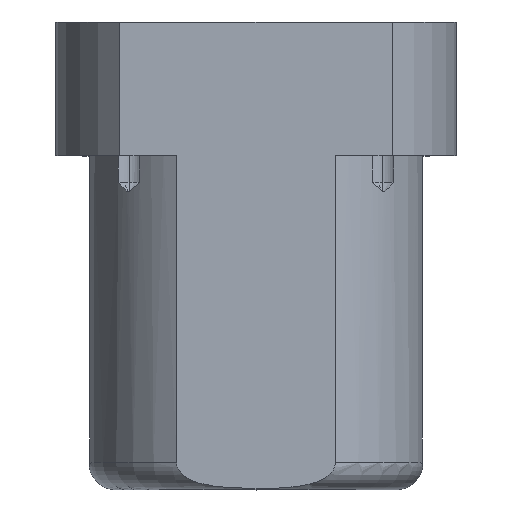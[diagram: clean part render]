
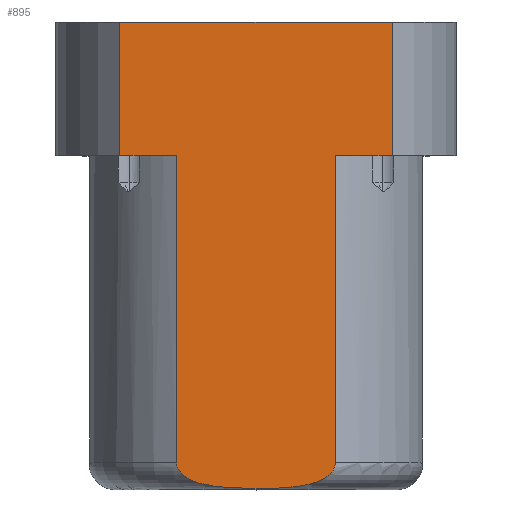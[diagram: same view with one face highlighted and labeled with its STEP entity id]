
A CAD part, top view. The second image highlights one B-rep face of the part: STEP entity #895.
In plain terms, the highlighted planar face has unit normal (0, 0, 1).
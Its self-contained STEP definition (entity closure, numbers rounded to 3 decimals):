
#2 = DIRECTION ( 'NONE',  ( 0., -1., 0. ) ) ;
#10 = VERTEX_POINT ( 'NONE', #683 ) ;
#14 = DIRECTION ( 'NONE',  ( -1., 0., 0. ) ) ;
#33 = CARTESIAN_POINT ( 'NONE',  ( -2.779, -0.827, 11. ) ) ;
#38 = EDGE_CURVE ( 'NONE', #531, #1317, #1364, .T. ) ;
#47 = CARTESIAN_POINT ( 'NONE',  ( -2.225, -0.872, 11. ) ) ;
#71 = CARTESIAN_POINT ( 'NONE',  ( 5.179, -0.123, 11. ) ) ;
#81 = CARTESIAN_POINT ( 'NONE',  ( 2.224, -0.872, 11. ) ) ;
#86 = CARTESIAN_POINT ( 'NONE',  ( 10.198, 0., 11. ) ) ;
#88 = CARTESIAN_POINT ( 'NONE',  ( 3.601, -0.691, 11. ) ) ;
#92 = EDGE_CURVE ( 'NONE', #1113, #1037, #159, .T. ) ;
#117 = B_SPLINE_CURVE_WITH_KNOTS ( 'NONE', 3,
 ( #606, #1268, #1499, #47, #33, #640, #753, #522, #1188, #1328, #126, #1439, #1220, #395, #524, #975, #871, #268 ),
 .UNSPECIFIED., .F., .F.,
 ( 4, 2, 2, 2, 2, 2, 2, 2, 4 ),
 ( 0., 0.002, 0.003, 0.004, 0.005, 0.005, 0.006, 0.006, 0.007 ),
 .UNSPECIFIED. ) ;
#126 = CARTESIAN_POINT ( 'NONE',  ( -5.183, -0.12, 11. ) ) ;
#130 = EDGE_CURVE ( 'NONE', #10, #1222, #712, .T. ) ;
#132 = CARTESIAN_POINT ( 'NONE',  ( -5.937, 1., 11. ) ) ;
#159 = LINE ( 'NONE', #750, #841 ) ;
#174 = CARTESIAN_POINT ( 'NONE',  ( -5.937, 0., 11. ) ) ;
#175 = ORIENTED_EDGE ( 'NONE', *, *, #130, .T. ) ;
#186 = AXIS2_PLACEMENT_3D ( 'NONE', #1330, #994, #767 ) ;
#189 = VERTEX_POINT ( 'NONE', #1072 ) ;
#199 = DIRECTION ( 'NONE',  ( 0., -1., 0. ) ) ;
#211 = CARTESIAN_POINT ( 'NONE',  ( 3.875, -0.634, 11. ) ) ;
#217 = CARTESIAN_POINT ( 'NONE',  ( 5.707, 0.341, 11. ) ) ;
#222 = DIRECTION ( 'NONE',  ( 0., 1., 0. ) ) ;
#235 = CARTESIAN_POINT ( 'NONE',  ( 5.937, 0., 11. ) ) ;
#240 = CARTESIAN_POINT ( 'NONE',  ( -10.198, 0., 11. ) ) ;
#268 = CARTESIAN_POINT ( 'NONE',  ( -5.937, 1., 11. ) ) ;
#271 = B_SPLINE_CURVE_WITH_KNOTS ( 'NONE', 3,
 ( #689, #573, #694, #1161, #217, #915, #821, #71, #803, #466, #1500, #211, #88, #1387, #81, #444, #1495, #579, #1492, #452 ),
 .UNSPECIFIED., .F., .F.,
 ( 4, 2, 2, 2, 2, 2, 2, 2, 2, 4 ),
 ( 0.02, 0.02, 0.021, 0.021, 0.022, 0.023, 0.023, 0.025, 0.026, 0.027 ),
 .UNSPECIFIED. ) ;
#284 = LINE ( 'NONE', #240, #1131 ) ;
#325 = EDGE_CURVE ( 'NONE', #1317, #1271, #271, .T. ) ;
#366 = DIRECTION ( 'NONE',  ( -1., 0., 0. ) ) ;
#371 = CARTESIAN_POINT ( 'NONE',  ( -15.556, 34., 11. ) ) ;
#383 = VECTOR ( 'NONE', #14, 1000. ) ;
#395 = CARTESIAN_POINT ( 'NONE',  ( -5.708, 0.343, 11. ) ) ;
#398 = LINE ( 'NONE', #1153, #502 ) ;
#403 = PLANE ( 'NONE',  #186 ) ;
#444 = CARTESIAN_POINT ( 'NONE',  ( 1.391, -0.913, 11. ) ) ;
#452 = CARTESIAN_POINT ( 'NONE',  ( 0., -0.936, 11. ) ) ;
#466 = CARTESIAN_POINT ( 'NONE',  ( 4.681, -0.385, 11. ) ) ;
#489 = CARTESIAN_POINT ( 'NONE',  ( -10.198, 24., 11. ) ) ;
#502 = VECTOR ( 'NONE', #939, 1000. ) ;
#522 = CARTESIAN_POINT ( 'NONE',  ( -4.42, -0.479, 11. ) ) ;
#524 = CARTESIAN_POINT ( 'NONE',  ( -5.79, 0.461, 11. ) ) ;
#528 = ORIENTED_EDGE ( 'NONE', *, *, #1302, .F. ) ;
#531 = VERTEX_POINT ( 'NONE', #998 ) ;
#573 = CARTESIAN_POINT ( 'NONE',  ( 5.937, 0.858, 11. ) ) ;
#579 = CARTESIAN_POINT ( 'NONE',  ( 0.557, -0.934, 11. ) ) ;
#606 = CARTESIAN_POINT ( 'NONE',  ( 0., -0.936, 11. ) ) ;
#619 = ORIENTED_EDGE ( 'NONE', *, *, #942, .F. ) ;
#633 = LINE ( 'NONE', #86, #1435 ) ;
#640 = CARTESIAN_POINT ( 'NONE',  ( -3.604, -0.691, 11. ) ) ;
#683 = CARTESIAN_POINT ( 'NONE',  ( 10.198, 34., 11. ) ) ;
#684 = VERTEX_POINT ( 'NONE', #132 ) ;
#689 = CARTESIAN_POINT ( 'NONE',  ( 5.937, 1., 11. ) ) ;
#694 = CARTESIAN_POINT ( 'NONE',  ( 5.904, 0.717, 11. ) ) ;
#711 = VECTOR ( 'NONE', #1140, 1000. ) ;
#712 = LINE ( 'NONE', #371, #383 ) ;
#750 = CARTESIAN_POINT ( 'NONE',  ( -15., 24., 11. ) ) ;
#753 = CARTESIAN_POINT ( 'NONE',  ( -3.879, -0.633, 11. ) ) ;
#767 = DIRECTION ( 'NONE',  ( -1., 0., 0. ) ) ;
#781 = CARTESIAN_POINT ( 'NONE',  ( -5.937, 24., 11. ) ) ;
#803 = CARTESIAN_POINT ( 'NONE',  ( 5.056, -0.195, 11. ) ) ;
#818 = ORIENTED_EDGE ( 'NONE', *, *, #92, .F. ) ;
#821 = CARTESIAN_POINT ( 'NONE',  ( 5.409, 0.041, 11. ) ) ;
#841 = VECTOR ( 'NONE', #366, 1000. ) ;
#869 = FACE_OUTER_BOUND ( 'NONE', #1358, .T. ) ;
#871 = CARTESIAN_POINT ( 'NONE',  ( -5.937, 0.86, 11. ) ) ;
#895 = ADVANCED_FACE ( 'NONE', ( #869 ), #403, .F. ) ;
#915 = CARTESIAN_POINT ( 'NONE',  ( 5.516, 0.132, 11. ) ) ;
#933 = EDGE_CURVE ( 'NONE', #684, #1113, #1133, .T. ) ;
#939 = DIRECTION ( 'NONE',  ( -1., 0., 0. ) ) ;
#942 = EDGE_CURVE ( 'NONE', #10, #189, #633, .T. ) ;
#943 = CARTESIAN_POINT ( 'NONE',  ( 5.937, 1., 11. ) ) ;
#966 = EDGE_CURVE ( 'NONE', #189, #531, #398, .T. ) ;
#975 = CARTESIAN_POINT ( 'NONE',  ( -5.905, 0.718, 11. ) ) ;
#994 = DIRECTION ( 'NONE',  ( 0., 0., -1. ) ) ;
#998 = CARTESIAN_POINT ( 'NONE',  ( 5.937, 24., 11. ) ) ;
#1001 = ORIENTED_EDGE ( 'NONE', *, *, #933, .F. ) ;
#1037 = VERTEX_POINT ( 'NONE', #489 ) ;
#1068 = EDGE_CURVE ( 'NONE', #1271, #684, #117, .T. ) ;
#1072 = CARTESIAN_POINT ( 'NONE',  ( 10.198, 24., 11. ) ) ;
#1113 = VERTEX_POINT ( 'NONE', #781 ) ;
#1131 = VECTOR ( 'NONE', #222, 1000. ) ;
#1133 = LINE ( 'NONE', #174, #711 ) ;
#1140 = DIRECTION ( 'NONE',  ( 0., 1., 0. ) ) ;
#1153 = CARTESIAN_POINT ( 'NONE',  ( -15., 24., 11. ) ) ;
#1161 = CARTESIAN_POINT ( 'NONE',  ( 5.788, 0.458, 11. ) ) ;
#1188 = CARTESIAN_POINT ( 'NONE',  ( -4.685, -0.383, 11. ) ) ;
#1220 = CARTESIAN_POINT ( 'NONE',  ( -5.519, 0.135, 11. ) ) ;
#1222 = VERTEX_POINT ( 'NONE', #1494 ) ;
#1253 = ORIENTED_EDGE ( 'NONE', *, *, #966, .F. ) ;
#1268 = CARTESIAN_POINT ( 'NONE',  ( -0.558, -0.936, 11. ) ) ;
#1271 = VERTEX_POINT ( 'NONE', #1385 ) ;
#1302 = EDGE_CURVE ( 'NONE', #1037, #1222, #284, .T. ) ;
#1317 = VERTEX_POINT ( 'NONE', #943 ) ;
#1328 = CARTESIAN_POINT ( 'NONE',  ( -5.062, -0.192, 11. ) ) ;
#1330 = CARTESIAN_POINT ( 'NONE',  ( -15.556, -1., 11. ) ) ;
#1358 = EDGE_LOOP ( 'NONE', ( #175, #528, #818, #1001, #1401, #1491, #1415, #1253, #619 ) ) ;
#1364 = LINE ( 'NONE', #235, #1489 ) ;
#1385 = CARTESIAN_POINT ( 'NONE',  ( 0., -0.936, 11. ) ) ;
#1387 = CARTESIAN_POINT ( 'NONE',  ( 2.777, -0.827, 11. ) ) ;
#1401 = ORIENTED_EDGE ( 'NONE', *, *, #1068, .F. ) ;
#1415 = ORIENTED_EDGE ( 'NONE', *, *, #38, .F. ) ;
#1435 = VECTOR ( 'NONE', #199, 1000. ) ;
#1439 = CARTESIAN_POINT ( 'NONE',  ( -5.411, 0.042, 11. ) ) ;
#1489 = VECTOR ( 'NONE', #2, 1000. ) ;
#1491 = ORIENTED_EDGE ( 'NONE', *, *, #325, .F. ) ;
#1492 = CARTESIAN_POINT ( 'NONE',  ( 0.281, -0.936, 11. ) ) ;
#1494 = CARTESIAN_POINT ( 'NONE',  ( -10.198, 34., 11. ) ) ;
#1495 = CARTESIAN_POINT ( 'NONE',  ( 1.113, -0.922, 11. ) ) ;
#1499 = CARTESIAN_POINT ( 'NONE',  ( -1.115, -0.927, 11. ) ) ;
#1500 = CARTESIAN_POINT ( 'NONE',  ( 4.417, -0.48, 11. ) ) ;
